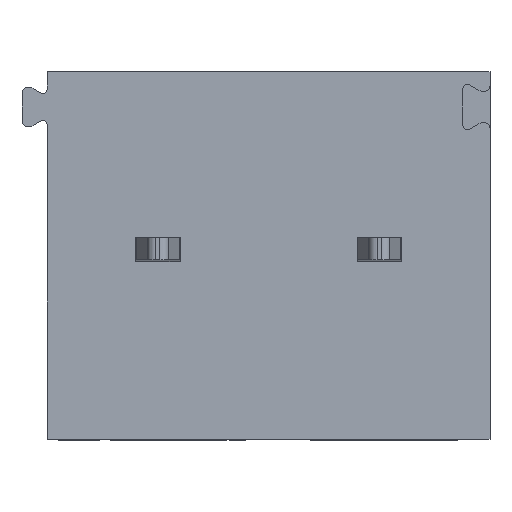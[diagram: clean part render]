
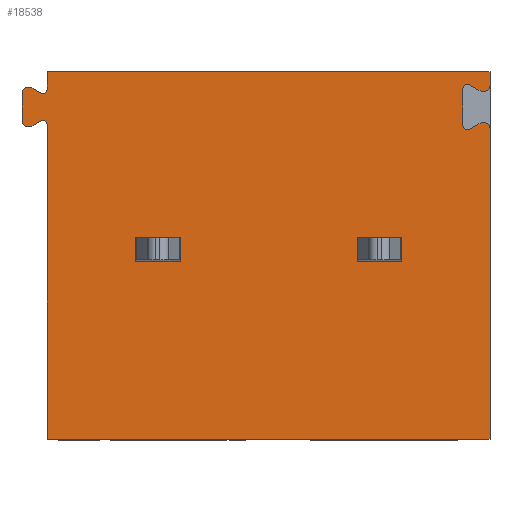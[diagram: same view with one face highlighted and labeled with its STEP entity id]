
A CAD part, front view. The second image highlights one B-rep face of the part: STEP entity #18538.
In plain terms, the highlighted planar face has unit normal (0, -1, 0).
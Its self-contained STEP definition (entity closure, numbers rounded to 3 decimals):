
#71=DIRECTION('',(0.,0.,-1.));
#72=VECTOR('',#71,7.096);
#73=CARTESIAN_POINT('',(0.,0.,-1.204));
#74=LINE('',#73,#72);
#120=DIRECTION('',(0.,0.,-1.));
#121=VECTOR('',#120,0.396);
#122=CARTESIAN_POINT('',(0.,0.,0.));
#123=LINE('',#122,#121);
#187=DIRECTION('',(-0.866,0.,0.5));
#188=VECTOR('',#187,0.271);
#189=CARTESIAN_POINT('',(9.775,0.,-0.434));
#190=LINE('',#189,#188);
#194=CARTESIAN_POINT('',(9.49,0.,-0.385));
#195=DIRECTION('',(0.,-1.,0.));
#196=DIRECTION('',(0.5,0.,0.866));
#197=AXIS2_PLACEMENT_3D('',#194,#195,#196);
#202=DIRECTION('',(0.,0.,-1.));
#203=VECTOR('',#202,0.83);
#204=CARTESIAN_POINT('',(9.39,0.,-0.385));
#205=LINE('',#204,#203);
#209=CARTESIAN_POINT('',(9.49,0.,-1.215));
#210=DIRECTION('',(0.,-1.,0.));
#211=DIRECTION('',(-1.,0.,0.));
#212=AXIS2_PLACEMENT_3D('',#209,#210,#211);
#217=DIRECTION('',(0.866,0.,0.5));
#218=VECTOR('',#217,0.271);
#219=CARTESIAN_POINT('',(9.54,0.,-1.302));
#220=LINE('',#219,#218);
#224=CARTESIAN_POINT('',(9.85,0.,-1.296));
#225=DIRECTION('',(0.,-1.,0.));
#226=DIRECTION('',(1.,0.,0.));
#227=AXIS2_PLACEMENT_3D('',#224,#225,#226);
#232=CARTESIAN_POINT('',(-0.1,0.,-1.204));
#233=DIRECTION('',(0.,-1.,0.));
#234=DIRECTION('',(1.,0.,0.));
#235=AXIS2_PLACEMENT_3D('',#232,#233,#234);
#240=DIRECTION('',(-0.866,0.,-0.5));
#241=VECTOR('',#240,0.225);
#242=CARTESIAN_POINT('',(-0.15,0.,-1.117));
#243=LINE('',#242,#241);
#247=CARTESIAN_POINT('',(-0.42,0.,-1.1));
#248=DIRECTION('',(0.,1.,0.));
#249=DIRECTION('',(0.5,0.,-0.866));
#250=AXIS2_PLACEMENT_3D('',#247,#248,#249);
#255=DIRECTION('',(0.,0.,1.));
#256=VECTOR('',#255,0.6);
#257=CARTESIAN_POINT('',(-0.57,0.,-1.1));
#258=LINE('',#257,#256);
#262=CARTESIAN_POINT('',(-0.42,0.,-0.5));
#263=DIRECTION('',(0.,1.,0.));
#264=DIRECTION('',(-1.,0.,0.));
#265=AXIS2_PLACEMENT_3D('',#262,#263,#264);
#270=DIRECTION('',(0.866,0.,-0.5));
#271=VECTOR('',#270,0.225);
#272=CARTESIAN_POINT('',(-0.345,0.,-0.37));
#273=LINE('',#272,#271);
#277=CARTESIAN_POINT('',(-0.1,0.,-0.396));
#278=DIRECTION('',(0.,-1.,0.));
#279=DIRECTION('',(-0.5,0.,-0.866));
#280=AXIS2_PLACEMENT_3D('',#277,#278,#279);
#285=DIRECTION('',(1.,0.,0.));
#286=VECTOR('',#285,10.);
#287=CARTESIAN_POINT('',(0.,0.,0.));
#288=LINE('',#287,#286);
#292=CARTESIAN_POINT('',(9.85,0.,-0.304));
#293=DIRECTION('',(0.,-1.,0.));
#294=DIRECTION('',(-0.5,0.,-0.866));
#295=AXIS2_PLACEMENT_3D('',#292,#293,#294);
#300=DIRECTION('',(1.,0.,0.));
#301=VECTOR('',#300,1.);
#302=CARTESIAN_POINT('',(2.,0.,-3.77));
#303=LINE('',#302,#301);
#307=DIRECTION('',(0.,0.,1.));
#308=VECTOR('',#307,0.522);
#309=CARTESIAN_POINT('',(2.,0.,-4.292));
#310=LINE('',#309,#308);
#314=DIRECTION('',(1.,0.,0.));
#315=VECTOR('',#314,1.);
#316=CARTESIAN_POINT('',(2.,0.,-4.292));
#317=LINE('',#316,#315);
#321=DIRECTION('',(0.,0.,1.));
#322=VECTOR('',#321,0.522);
#323=CARTESIAN_POINT('',(3.,0.,-4.292));
#324=LINE('',#323,#322);
#328=DIRECTION('',(1.,0.,0.));
#329=VECTOR('',#328,1.);
#330=CARTESIAN_POINT('',(7.,0.,-3.77));
#331=LINE('',#330,#329);
#335=DIRECTION('',(0.,0.,1.));
#336=VECTOR('',#335,0.522);
#337=CARTESIAN_POINT('',(7.,0.,-4.292));
#338=LINE('',#337,#336);
#342=DIRECTION('',(1.,0.,0.));
#343=VECTOR('',#342,1.);
#344=CARTESIAN_POINT('',(7.,0.,-4.292));
#345=LINE('',#344,#343);
#349=DIRECTION('',(0.,0.,1.));
#350=VECTOR('',#349,0.522);
#351=CARTESIAN_POINT('',(8.,0.,-4.292));
#352=LINE('',#351,#350);
#377=DIRECTION('',(0.,0.,-1.));
#378=VECTOR('',#377,0.304);
#379=CARTESIAN_POINT('',(10.,0.,0.));
#380=LINE('',#379,#378);
#426=DIRECTION('',(0.,0.,-1.));
#427=VECTOR('',#426,7.004);
#428=CARTESIAN_POINT('',(10.,0.,-1.296));
#429=LINE('',#428,#427);
#2288=DIRECTION('',(1.,0.,0.));
#2289=VECTOR('',#2288,10.);
#2290=CARTESIAN_POINT('',(0.,0.,-8.3));
#2291=LINE('',#2290,#2289);
#16062=CARTESIAN_POINT('',(0.,0.,-8.3));
#16064=VERTEX_POINT('',#16062);
#16070=CARTESIAN_POINT('',(0.,0.,0.));
#16071=VERTEX_POINT('',#16070);
#16108=CARTESIAN_POINT('',(-0.15,0.,-1.117));
#16109=CARTESIAN_POINT('',(-0.345,0.,-1.23));
#16110=VERTEX_POINT('',#16108);
#16111=VERTEX_POINT('',#16109);
#16112=CARTESIAN_POINT('',(-0.57,0.,-1.1));
#16113=VERTEX_POINT('',#16112);
#16114=CARTESIAN_POINT('',(-0.57,0.,-0.5));
#16115=CARTESIAN_POINT('',(-0.345,0.,-0.37));
#16116=VERTEX_POINT('',#16114);
#16117=VERTEX_POINT('',#16115);
#16118=CARTESIAN_POINT('',(-0.15,0.,-0.483));
#16119=VERTEX_POINT('',#16118);
#16132=CARTESIAN_POINT('',(0.,0.,-1.204));
#16133=VERTEX_POINT('',#16132);
#16148=CARTESIAN_POINT('',(9.775,0.,-0.434));
#16149=CARTESIAN_POINT('',(9.54,0.,-0.298));
#16150=VERTEX_POINT('',#16148);
#16151=VERTEX_POINT('',#16149);
#16152=CARTESIAN_POINT('',(9.39,0.,-0.385));
#16153=VERTEX_POINT('',#16152);
#16154=CARTESIAN_POINT('',(9.39,0.,-1.215));
#16155=VERTEX_POINT('',#16154);
#16156=CARTESIAN_POINT('',(9.54,0.,-1.302));
#16157=VERTEX_POINT('',#16156);
#16158=CARTESIAN_POINT('',(9.775,0.,-1.166));
#16159=VERTEX_POINT('',#16158);
#16160=CARTESIAN_POINT('',(10.,0.,-1.296));
#16161=VERTEX_POINT('',#16160);
#16162=CARTESIAN_POINT('',(10.,0.,-0.304));
#16163=VERTEX_POINT('',#16162);
#16170=CARTESIAN_POINT('',(0.,0.,-0.396));
#16171=VERTEX_POINT('',#16170);
#16188=CARTESIAN_POINT('',(10.,0.,-8.3));
#16190=VERTEX_POINT('',#16188);
#16196=CARTESIAN_POINT('',(10.,0.,0.));
#16197=VERTEX_POINT('',#16196);
#18271=CARTESIAN_POINT('',(2.,0.,-3.77));
#18272=CARTESIAN_POINT('',(3.,0.,-3.77));
#18273=VERTEX_POINT('',#18271);
#18274=VERTEX_POINT('',#18272);
#18275=CARTESIAN_POINT('',(2.,0.,-4.292));
#18276=CARTESIAN_POINT('',(3.,0.,-4.292));
#18277=VERTEX_POINT('',#18275);
#18278=VERTEX_POINT('',#18276);
#18319=CARTESIAN_POINT('',(7.,0.,-3.77));
#18320=CARTESIAN_POINT('',(8.,0.,-3.77));
#18321=VERTEX_POINT('',#18319);
#18322=VERTEX_POINT('',#18320);
#18323=CARTESIAN_POINT('',(7.,0.,-4.292));
#18324=CARTESIAN_POINT('',(8.,0.,-4.292));
#18325=VERTEX_POINT('',#18323);
#18326=VERTEX_POINT('',#18324);
#18474=CARTESIAN_POINT('',(0.,0.,0.));
#18475=DIRECTION('',(0.,-1.,0.));
#18476=DIRECTION('',(0.,0.,-1.));
#18477=AXIS2_PLACEMENT_3D('',#18474,#18475,#18476);
#18478=PLANE('',#18477);
#18480=ORIENTED_EDGE('',*,*,#18479,.T.);
#18482=ORIENTED_EDGE('',*,*,#18481,.T.);
#18484=ORIENTED_EDGE('',*,*,#18483,.T.);
#18486=ORIENTED_EDGE('',*,*,#18485,.T.);
#18488=ORIENTED_EDGE('',*,*,#18487,.T.);
#18490=ORIENTED_EDGE('',*,*,#18489,.F.);
#18492=ORIENTED_EDGE('',*,*,#18491,.T.);
#18494=ORIENTED_EDGE('',*,*,#18493,.F.);
#18495=ORIENTED_EDGE('',*,*,#18412,.F.);
#18496=ORIENTED_EDGE('',*,*,#18465,.T.);
#18498=ORIENTED_EDGE('',*,*,#18497,.T.);
#18500=ORIENTED_EDGE('',*,*,#18499,.T.);
#18502=ORIENTED_EDGE('',*,*,#18501,.T.);
#18504=ORIENTED_EDGE('',*,*,#18503,.T.);
#18506=ORIENTED_EDGE('',*,*,#18505,.T.);
#18508=ORIENTED_EDGE('',*,*,#18507,.T.);
#18509=ORIENTED_EDGE('',*,*,#18430,.F.);
#18511=ORIENTED_EDGE('',*,*,#18510,.T.);
#18513=ORIENTED_EDGE('',*,*,#18512,.T.);
#18515=ORIENTED_EDGE('',*,*,#18514,.F.);
#18516=EDGE_LOOP('',(#18480,#18482,#18484,#18486,#18488,#18490,#18492,#18494,
#18495,#18496,#18498,#18500,#18502,#18504,#18506,#18508,#18509,#18511,#18513,
#18515));
#18517=FACE_OUTER_BOUND('',#18516,.F.);
#18519=ORIENTED_EDGE('',*,*,#18518,.F.);
#18521=ORIENTED_EDGE('',*,*,#18520,.F.);
#18523=ORIENTED_EDGE('',*,*,#18522,.T.);
#18525=ORIENTED_EDGE('',*,*,#18524,.T.);
#18526=EDGE_LOOP('',(#18519,#18521,#18523,#18525));
#18527=FACE_BOUND('',#18526,.F.);
#18529=ORIENTED_EDGE('',*,*,#18528,.F.);
#18531=ORIENTED_EDGE('',*,*,#18530,.F.);
#18533=ORIENTED_EDGE('',*,*,#18532,.T.);
#18535=ORIENTED_EDGE('',*,*,#18534,.T.);
#18536=EDGE_LOOP('',(#18529,#18531,#18533,#18535));
#18537=FACE_BOUND('',#18536,.F.);
#198=CIRCLE('',#197,0.1);
#213=CIRCLE('',#212,0.1);
#228=CIRCLE('',#227,0.15);
#236=CIRCLE('',#235,0.1);
#251=CIRCLE('',#250,0.15);
#266=CIRCLE('',#265,0.15);
#281=CIRCLE('',#280,0.1);
#296=CIRCLE('',#295,0.15);
#18412=EDGE_CURVE('',#16133,#16064,#74,.T.);
#18430=EDGE_CURVE('',#16071,#16171,#123,.T.);
#18465=EDGE_CURVE('',#16133,#16110,#236,.T.);
#18479=EDGE_CURVE('',#16150,#16151,#190,.T.);
#18481=EDGE_CURVE('',#16151,#16153,#198,.T.);
#18483=EDGE_CURVE('',#16153,#16155,#205,.T.);
#18485=EDGE_CURVE('',#16155,#16157,#213,.T.);
#18487=EDGE_CURVE('',#16157,#16159,#220,.T.);
#18489=EDGE_CURVE('',#16161,#16159,#228,.T.);
#18491=EDGE_CURVE('',#16161,#16190,#429,.T.);
#18493=EDGE_CURVE('',#16064,#16190,#2291,.T.);
#18497=EDGE_CURVE('',#16110,#16111,#243,.T.);
#18499=EDGE_CURVE('',#16111,#16113,#251,.T.);
#18501=EDGE_CURVE('',#16113,#16116,#258,.T.);
#18503=EDGE_CURVE('',#16116,#16117,#266,.T.);
#18505=EDGE_CURVE('',#16117,#16119,#273,.T.);
#18507=EDGE_CURVE('',#16119,#16171,#281,.T.);
#18510=EDGE_CURVE('',#16071,#16197,#288,.T.);
#18512=EDGE_CURVE('',#16197,#16163,#380,.T.);
#18514=EDGE_CURVE('',#16150,#16163,#296,.T.);
#18518=EDGE_CURVE('',#18273,#18274,#303,.T.);
#18520=EDGE_CURVE('',#18277,#18273,#310,.T.);
#18522=EDGE_CURVE('',#18277,#18278,#317,.T.);
#18524=EDGE_CURVE('',#18278,#18274,#324,.T.);
#18528=EDGE_CURVE('',#18321,#18322,#331,.T.);
#18530=EDGE_CURVE('',#18325,#18321,#338,.T.);
#18532=EDGE_CURVE('',#18325,#18326,#345,.T.);
#18534=EDGE_CURVE('',#18326,#18322,#352,.T.);
#18538=ADVANCED_FACE('',(#18517,#18527,#18537),#18478,.T.);
